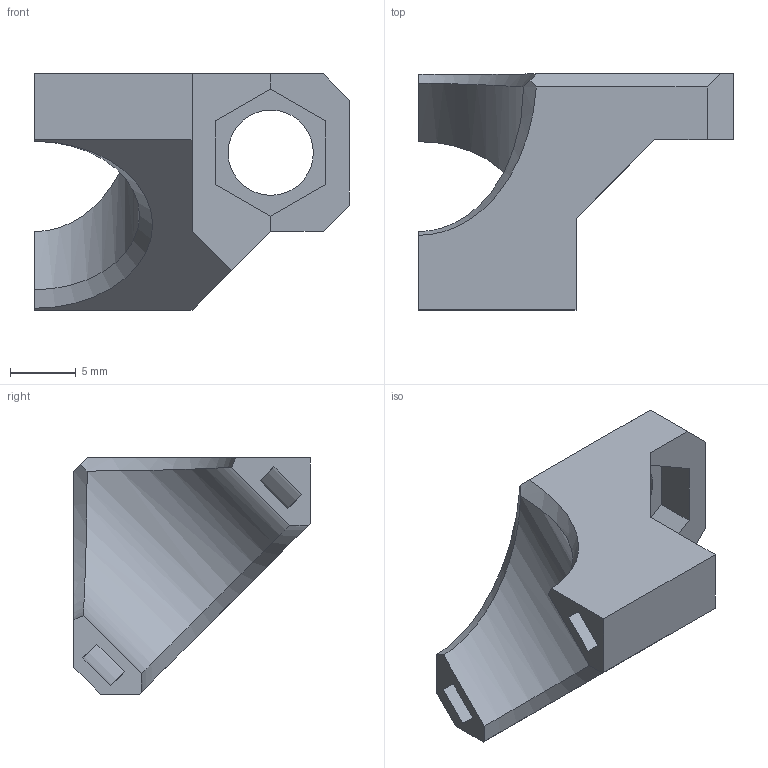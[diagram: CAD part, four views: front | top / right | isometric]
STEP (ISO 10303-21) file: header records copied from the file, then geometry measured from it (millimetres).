
FILE_DESCRIPTION(/* description */ (''),/* implementation_level */ '2;1');
FILE_NAME(/* name */ 'Antena_holder v3.step',/* time_stamp */ '2022-10-05T09:42:08+02:00',/* author */ (''),/* organization */ (''),/* preprocessor_version */ 'ST-DEVELOPER v19',/* originating_system */ 'Autodesk Translation Framework v11.7.0.108',/* authorisation */ '');
FILE_SCHEMA (('AUTOMOTIVE_DESIGN { 1 0 10303 214 3 1 1 }'));
Length unit declared in the file: millimetre
Products named in the file (1): Antena_holder
Bounding box: 24 x 18 x 18 mm (x, y, z)
Volume: 2140.2 mm3; surface area: 1757.5 mm2
Topology: 1 solids, 1 shells, 33 faces, 90 edges, 59 vertices
Faces by surface type: plane 25, cylinder 4, cone 2, bspline 2
Full cylindrical faces by diameter (mm): 6.5 x1
Entity records: 1136 total; most frequent: CARTESIAN_POINT 274, ORIENTED_EDGE 180, DIRECTION 153, EDGE_CURVE 90, LINE 73, VECTOR 73, VERTEX_POINT 59, AXIS2_PLACEMENT_3D 40
